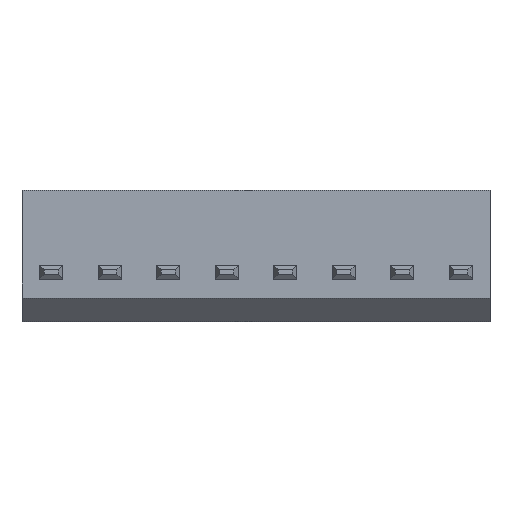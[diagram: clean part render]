
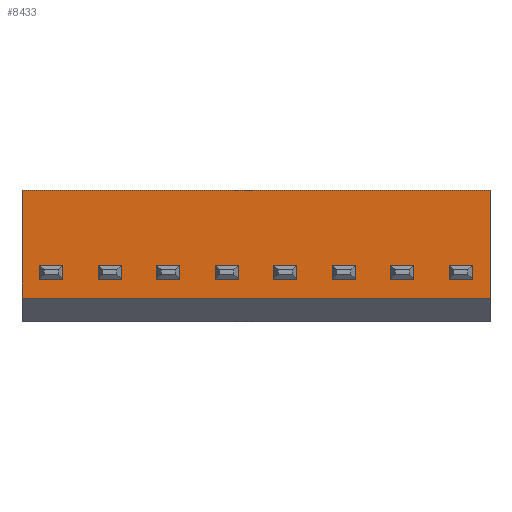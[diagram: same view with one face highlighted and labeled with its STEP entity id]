
A CAD part, top view. The second image highlights one B-rep face of the part: STEP entity #8433.
In plain terms, the highlighted planar face has unit normal (0, 0, 1).
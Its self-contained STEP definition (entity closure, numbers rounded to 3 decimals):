
#8433 = ADVANCED_FACE('',(#8434),#8448,.T.);
#8434 = FACE_BOUND('',#8435,.T.);
#8435 = EDGE_LOOP('',(#8436,#8471,#8499,#8527));
#8436 = ORIENTED_EDGE('',*,*,#8437,.T.);
#8437 = EDGE_CURVE('',#8438,#8440,#8442,.T.);
#8438 = VERTEX_POINT('',#8439);
#8439 = CARTESIAN_POINT('',(-1.25,-1.1,3.2));
#8440 = VERTEX_POINT('',#8441);
#8441 = CARTESIAN_POINT('',(18.75,-1.1,3.2));
#8442 = SURFACE_CURVE('',#8443,(#8447,#8459),.PCURVE_S1.);
#8443 = LINE('',#8444,#8445);
#8444 = CARTESIAN_POINT('',(-1.25,-1.1,3.2));
#8445 = VECTOR('',#8446,1.);
#8446 = DIRECTION('',(1.,0.,0.));
#8447 = PCURVE('',#8448,#8453);
#8448 = PLANE('',#8449);
#8449 = AXIS2_PLACEMENT_3D('',#8450,#8451,#8452);
#8450 = CARTESIAN_POINT('',(-1.25,-1.1,3.2));
#8451 = DIRECTION('',(0.,0.,1.));
#8452 = DIRECTION('',(0.,1.,0.));
#8453 = DEFINITIONAL_REPRESENTATION('',(#8454),#8458);
#8454 = LINE('',#8455,#8456);
#8455 = CARTESIAN_POINT('',(0.,0.));
#8456 = VECTOR('',#8457,1.);
#8457 = DIRECTION('',(0.,-1.));
#8458 = ( GEOMETRIC_REPRESENTATION_CONTEXT(2) 
PARAMETRIC_REPRESENTATION_CONTEXT() REPRESENTATION_CONTEXT('2D SPACE',''
  ) );
#8459 = PCURVE('',#8460,#8465);
#8460 = PLANE('',#8461);
#8461 = AXIS2_PLACEMENT_3D('',#8462,#8463,#8464);
#8462 = CARTESIAN_POINT('',(-1.25,-1.1,3.2));
#8463 = DIRECTION('',(0.,0.707,-0.707));
#8464 = DIRECTION('',(0.,-0.707,-0.707));
#8465 = DEFINITIONAL_REPRESENTATION('',(#8466),#8470);
#8466 = LINE('',#8467,#8468);
#8467 = CARTESIAN_POINT('',(0.,0.));
#8468 = VECTOR('',#8469,1.);
#8469 = DIRECTION('',(0.,-1.));
#8470 = ( GEOMETRIC_REPRESENTATION_CONTEXT(2) 
PARAMETRIC_REPRESENTATION_CONTEXT() REPRESENTATION_CONTEXT('2D SPACE',''
  ) );
#8471 = ORIENTED_EDGE('',*,*,#8472,.T.);
#8472 = EDGE_CURVE('',#8440,#8473,#8475,.T.);
#8473 = VERTEX_POINT('',#8474);
#8474 = CARTESIAN_POINT('',(18.75,3.5,3.2));
#8475 = SURFACE_CURVE('',#8476,(#8480,#8487),.PCURVE_S1.);
#8476 = LINE('',#8477,#8478);
#8477 = CARTESIAN_POINT('',(18.75,-1.1,3.2));
#8478 = VECTOR('',#8479,1.);
#8479 = DIRECTION('',(0.,1.,0.));
#8480 = PCURVE('',#8448,#8481);
#8481 = DEFINITIONAL_REPRESENTATION('',(#8482),#8486);
#8482 = LINE('',#8483,#8484);
#8483 = CARTESIAN_POINT('',(0.,-20.));
#8484 = VECTOR('',#8485,1.);
#8485 = DIRECTION('',(1.,0.));
#8486 = ( GEOMETRIC_REPRESENTATION_CONTEXT(2) 
PARAMETRIC_REPRESENTATION_CONTEXT() REPRESENTATION_CONTEXT('2D SPACE',''
  ) );
#8487 = PCURVE('',#8488,#8493);
#8488 = PLANE('',#8489);
#8489 = AXIS2_PLACEMENT_3D('',#8490,#8491,#8492);
#8490 = CARTESIAN_POINT('',(18.75,0.951,1.622));
#8491 = DIRECTION('',(1.,0.,0.));
#8492 = DIRECTION('',(0.,0.,1.));
#8493 = DEFINITIONAL_REPRESENTATION('',(#8494),#8498);
#8494 = LINE('',#8495,#8496);
#8495 = CARTESIAN_POINT('',(1.578,2.051));
#8496 = VECTOR('',#8497,1.);
#8497 = DIRECTION('',(0.,-1.));
#8498 = ( GEOMETRIC_REPRESENTATION_CONTEXT(2) 
PARAMETRIC_REPRESENTATION_CONTEXT() REPRESENTATION_CONTEXT('2D SPACE',''
  ) );
#8499 = ORIENTED_EDGE('',*,*,#8500,.F.);
#8500 = EDGE_CURVE('',#8501,#8473,#8503,.T.);
#8501 = VERTEX_POINT('',#8502);
#8502 = CARTESIAN_POINT('',(-1.25,3.5,3.2));
#8503 = SURFACE_CURVE('',#8504,(#8508,#8515),.PCURVE_S1.);
#8504 = LINE('',#8505,#8506);
#8505 = CARTESIAN_POINT('',(-1.25,3.5,3.2));
#8506 = VECTOR('',#8507,1.);
#8507 = DIRECTION('',(1.,0.,0.));
#8508 = PCURVE('',#8448,#8509);
#8509 = DEFINITIONAL_REPRESENTATION('',(#8510),#8514);
#8510 = LINE('',#8511,#8512);
#8511 = CARTESIAN_POINT('',(4.6,0.));
#8512 = VECTOR('',#8513,1.);
#8513 = DIRECTION('',(0.,-1.));
#8514 = ( GEOMETRIC_REPRESENTATION_CONTEXT(2) 
PARAMETRIC_REPRESENTATION_CONTEXT() REPRESENTATION_CONTEXT('2D SPACE',''
  ) );
#8515 = PCURVE('',#8516,#8521);
#8516 = PLANE('',#8517);
#8517 = AXIS2_PLACEMENT_3D('',#8518,#8519,#8520);
#8518 = CARTESIAN_POINT('',(-1.25,3.5,3.2));
#8519 = DIRECTION('',(0.,1.,0.));
#8520 = DIRECTION('',(0.,0.,-1.));
#8521 = DEFINITIONAL_REPRESENTATION('',(#8522),#8526);
#8522 = LINE('',#8523,#8524);
#8523 = CARTESIAN_POINT('',(0.,0.));
#8524 = VECTOR('',#8525,1.);
#8525 = DIRECTION('',(0.,-1.));
#8526 = ( GEOMETRIC_REPRESENTATION_CONTEXT(2) 
PARAMETRIC_REPRESENTATION_CONTEXT() REPRESENTATION_CONTEXT('2D SPACE',''
  ) );
#8527 = ORIENTED_EDGE('',*,*,#8528,.F.);
#8528 = EDGE_CURVE('',#8438,#8501,#8529,.T.);
#8529 = SURFACE_CURVE('',#8530,(#8534,#8541),.PCURVE_S1.);
#8530 = LINE('',#8531,#8532);
#8531 = CARTESIAN_POINT('',(-1.25,-1.1,3.2));
#8532 = VECTOR('',#8533,1.);
#8533 = DIRECTION('',(0.,1.,0.));
#8534 = PCURVE('',#8448,#8535);
#8535 = DEFINITIONAL_REPRESENTATION('',(#8536),#8540);
#8536 = LINE('',#8537,#8538);
#8537 = CARTESIAN_POINT('',(0.,0.));
#8538 = VECTOR('',#8539,1.);
#8539 = DIRECTION('',(1.,0.));
#8540 = ( GEOMETRIC_REPRESENTATION_CONTEXT(2) 
PARAMETRIC_REPRESENTATION_CONTEXT() REPRESENTATION_CONTEXT('2D SPACE',''
  ) );
#8541 = PCURVE('',#8542,#8547);
#8542 = PLANE('',#8543);
#8543 = AXIS2_PLACEMENT_3D('',#8544,#8545,#8546);
#8544 = CARTESIAN_POINT('',(-1.25,0.951,1.622));
#8545 = DIRECTION('',(1.,0.,0.));
#8546 = DIRECTION('',(0.,0.,1.));
#8547 = DEFINITIONAL_REPRESENTATION('',(#8548),#8552);
#8548 = LINE('',#8549,#8550);
#8549 = CARTESIAN_POINT('',(1.578,2.051));
#8550 = VECTOR('',#8551,1.);
#8551 = DIRECTION('',(0.,-1.));
#8552 = ( GEOMETRIC_REPRESENTATION_CONTEXT(2) 
PARAMETRIC_REPRESENTATION_CONTEXT() REPRESENTATION_CONTEXT('2D SPACE',''
  ) );
